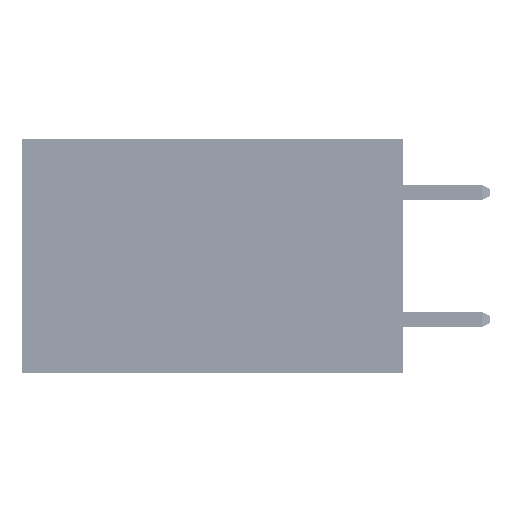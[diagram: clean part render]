
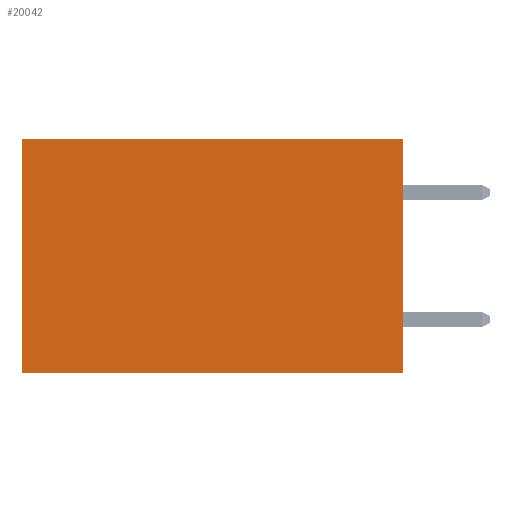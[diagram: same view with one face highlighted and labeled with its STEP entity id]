
A CAD part, left-side view. The second image highlights one B-rep face of the part: STEP entity #20042.
In plain terms, the highlighted planar face has unit normal (-1, 0, 0).
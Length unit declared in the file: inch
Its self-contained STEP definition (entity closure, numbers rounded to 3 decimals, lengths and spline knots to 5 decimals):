
#1196 = DIRECTION ( 'NONE',  ( 0., 1., 0. ) ) ;
#1371 = CARTESIAN_POINT ( 'NONE',  ( 0.2875, 0., -0.37 ) ) ;
#1842 = ORIENTED_EDGE ( 'NONE', *, *, #49950, .T. ) ;
#2958 = DIRECTION ( 'NONE',  ( 0., 0., -1. ) ) ;
#5875 = ORIENTED_EDGE ( 'NONE', *, *, #10617, .T. ) ;
#5970 = FACE_OUTER_BOUND ( 'NONE', #11821, .T. ) ;
#6064 = VERTEX_POINT ( 'NONE', #8128 ) ;
#8128 = CARTESIAN_POINT ( 'NONE',  ( 0.2875, 0., -0.37 ) ) ;
#8668 = ORIENTED_EDGE ( 'NONE', *, *, #35755, .F. ) ;
#9665 = CARTESIAN_POINT ( 'NONE',  ( 0.2875, 0.6, 0. ) ) ;
#9832 = DIRECTION ( 'NONE',  ( 0., 0., -1. ) ) ;
#10617 = EDGE_CURVE ( 'NONE', #28797, #38300, #34458, .T. ) ;
#11821 = EDGE_LOOP ( 'NONE', ( #5875, #8668, #47152, #1842 ) ) ;
#12491 = AXIS2_PLACEMENT_3D ( 'NONE', #43848, #20041, #47852 ) ;
#12592 = EDGE_CURVE ( 'NONE', #43333, #6064, #22513, .T. ) ;
#13065 = CARTESIAN_POINT ( 'NONE',  ( 0.2875, 0.6, -0.37 ) ) ;
#16969 = VECTOR ( 'NONE', #30452, 39.37008 ) ;
#18413 = CARTESIAN_POINT ( 'NONE',  ( 0.2875, 0., 0. ) ) ;
#20041 = DIRECTION ( 'NONE',  ( 1., 0., 0. ) ) ;
#20042 = ADVANCED_FACE ( 'NONE', ( #5970 ), #39824, .F. ) ;
#22513 = LINE ( 'NONE', #50659, #42382 ) ;
#26403 = VECTOR ( 'NONE', #1196, 39.37008 ) ;
#28797 = VERTEX_POINT ( 'NONE', #34411 ) ;
#28902 = LINE ( 'NONE', #1371, #26403 ) ;
#30452 = DIRECTION ( 'NONE',  ( 0., 1., 0. ) ) ;
#34411 = CARTESIAN_POINT ( 'NONE',  ( 0.2875, 0.6, 0. ) ) ;
#34458 = LINE ( 'NONE', #9665, #43776 ) ;
#35755 = EDGE_CURVE ( 'NONE', #6064, #38300, #28902, .T. ) ;
#38300 = VERTEX_POINT ( 'NONE', #13065 ) ;
#39824 = PLANE ( 'NONE',  #12491 ) ;
#41138 = CARTESIAN_POINT ( 'NONE',  ( 0.2875, 0., 0. ) ) ;
#42382 = VECTOR ( 'NONE', #2958, 39.37008 ) ;
#43333 = VERTEX_POINT ( 'NONE', #41138 ) ;
#43776 = VECTOR ( 'NONE', #9832, 39.37008 ) ;
#43848 = CARTESIAN_POINT ( 'NONE',  ( 0.2875, 0., 0. ) ) ;
#47152 = ORIENTED_EDGE ( 'NONE', *, *, #12592, .F. ) ;
#47852 = DIRECTION ( 'NONE',  ( 0., 0., -1. ) ) ;
#48700 = LINE ( 'NONE', #18413, #16969 ) ;
#49950 = EDGE_CURVE ( 'NONE', #43333, #28797, #48700, .T. ) ;
#50659 = CARTESIAN_POINT ( 'NONE',  ( 0.2875, 0., 0. ) ) ;
